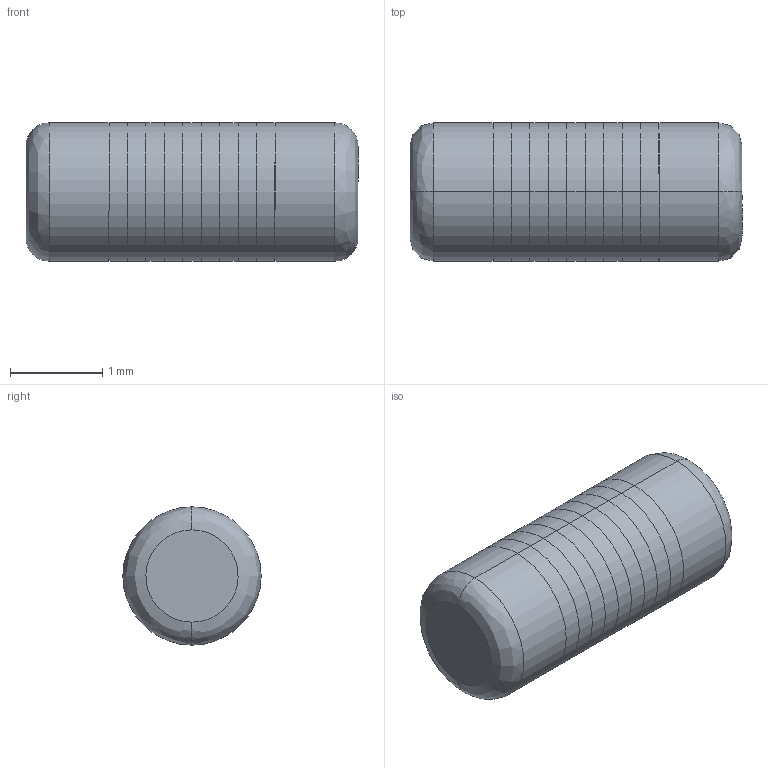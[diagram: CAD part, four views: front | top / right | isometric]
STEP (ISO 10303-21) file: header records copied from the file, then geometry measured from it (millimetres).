
FILE_DESCRIPTION (( 'STEP AP214' ), '1' );
FILE_NAME ('User Library-MMA0204_1K0.STEP', '2023-10-23T10:29:47', ( '' ), ( '' ), 'SwSTEP 2.0', 'SolidWorks 2022', '' );
FILE_SCHEMA (( 'AUTOMOTIVE_DESIGN' ));
Length unit declared in the file: centimetre
Products named in the file (4): RING_0204_1K0; RING_0204_LR2_X4; User Library-MMA0204_1K0; CAP_0204
Assembly tree (4 placements, depth 2):
  User Library-MMA0204_1K0
    CAP_0204  x2
    RING_0204_1K0
    RING_0204_LR2_X4
Bounding box: 3.6 x 1.5 x 1.5 mm (x, y, z)
Volume: 6.2 mm3; surface area: 54.8 mm2
Topology: 11 solids, 11 shells, 48 faces, 74 edges, 48 vertices
Faces by surface type: cylinder 22, plane 22, bspline 4
Entity records: 1663 total; most frequent: DIRECTION 198, CARTESIAN_POINT 191, ORIENTED_EDGE 128, AXIS2_PLACEMENT_3D 89, EDGE_CURVE 64, UNCERTAINTY_MEASURE_WITH_UNIT 59, SURFACE_STYLE_USAGE 55, FILL_AREA_STYLE_COLOUR 55
